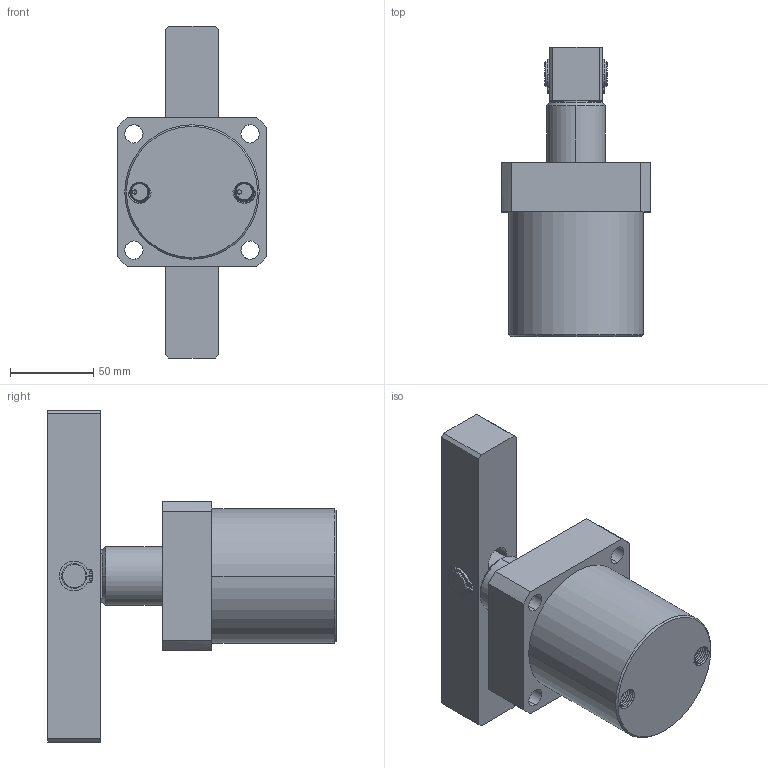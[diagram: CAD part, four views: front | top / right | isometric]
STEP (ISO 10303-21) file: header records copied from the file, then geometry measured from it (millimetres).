
FILE_DESCRIPTION (( 'STEP AP203' ), '1' );
FILE_NAME ('chs-fa63d_asm.STEP', '2019-05-06T02:07:53', ( '' ), ( '' ), 'SwSTEP 2.0', 'SolidWorks 2017', '' );
FILE_SCHEMA (( 'CONFIG_CONTROL_DESIGN' ));
Length unit declared in the file: millimetre
Products named in the file (6): CHS-FA63-03; CHS-63D活塞杆_3; 縐銅; 傻种; CHS-63D-01_1; chs-fa63d_asm
Assembly tree (6 placements, depth 2):
  chs-fa63d_asm
    CHS-FA63-03
    CHS-63D-01_1
    縐銅  x2
    傻种
    CHS-63D活塞杆_3
Bounding box: 90 x 174 x 200 mm (x, y, z)
Volume: 743106.6 mm3; surface area: 125434.6 mm2
Topology: 7 solids, 7 shells, 222 faces, 572 edges, 374 vertices
Faces by surface type: cylinder 92, cone 61, plane 58, bspline 11
Entity records: 14628 total; most frequent: CARTESIAN_POINT 9362, ORIENTED_EDGE 1008, DIRECTION 858, EDGE_CURVE 504, VERTEX_POINT 334, AXIS2_PLACEMENT_3D 330, EDGE_LOOP 238, FACE_OUTER_BOUND 200
